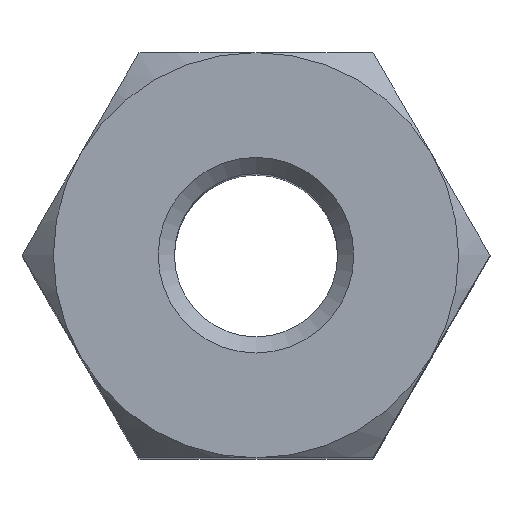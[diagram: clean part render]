
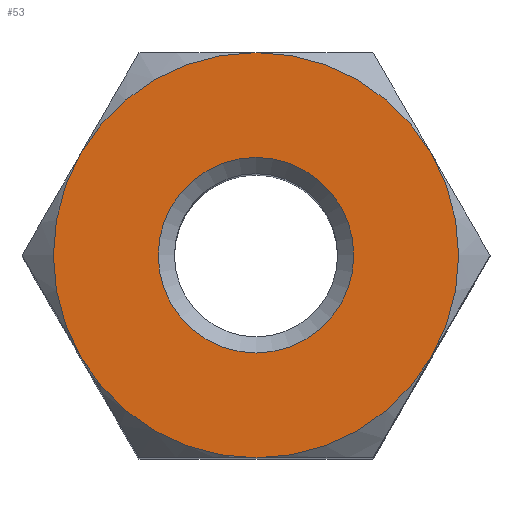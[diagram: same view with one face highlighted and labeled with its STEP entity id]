
A CAD part, top view. The second image highlights one B-rep face of the part: STEP entity #53.
In plain terms, the highlighted planar face has unit normal (0, 0, 1).
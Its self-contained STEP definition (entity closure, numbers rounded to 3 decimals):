
#53 = ADVANCED_FACE( '', ( #119, #120 ), #121, .T. );
#119 = FACE_BOUND( '', #200, .T. );
#120 = FACE_OUTER_BOUND( '', #201, .T. );
#121 = PLANE( '', #202 );
#200 = EDGE_LOOP( '', ( #290 ) );
#201 = EDGE_LOOP( '', ( #291, #292, #293, #294, #295, #296 ) );
#202 = AXIS2_PLACEMENT_3D( '', #297, #298, #299 );
#290 = ORIENTED_EDGE( '', *, *, #465, .T. );
#291 = ORIENTED_EDGE( '', *, *, #466, .F. );
#292 = ORIENTED_EDGE( '', *, *, #467, .F. );
#293 = ORIENTED_EDGE( '', *, *, #468, .F. );
#294 = ORIENTED_EDGE( '', *, *, #469, .T. );
#295 = ORIENTED_EDGE( '', *, *, #470, .F. );
#296 = ORIENTED_EDGE( '', *, *, #471, .F. );
#297 = CARTESIAN_POINT( '', ( 0., 0., 5.5 ) );
#298 = DIRECTION( '', ( 0., 0., 1. ) );
#299 = DIRECTION( '', ( 1., 0., 0. ) );
#465 = EDGE_CURVE( '', #546, #546, #547, .T. );
#466 = EDGE_CURVE( '', #548, #524, #549, .F. );
#467 = EDGE_CURVE( '', #550, #548, #551, .F. );
#468 = EDGE_CURVE( '', #552, #550, #553, .F. );
#469 = EDGE_CURVE( '', #552, #554, #555, .T. );
#470 = EDGE_CURVE( '', #556, #554, #557, .F. );
#471 = EDGE_CURVE( '', #524, #556, #558, .F. );
#524 = VERTEX_POINT( '', #627 );
#546 = VERTEX_POINT( '', #693 );
#547 = CIRCLE( '', #694, 1.207 );
#548 = VERTEX_POINT( '', #695 );
#549 = CIRCLE( '', #696, 2.5 );
#550 = VERTEX_POINT( '', #697 );
#551 = CIRCLE( '', #698, 2.5 );
#552 = VERTEX_POINT( '', #699 );
#553 = CIRCLE( '', #700, 2.5 );
#554 = VERTEX_POINT( '', #701 );
#555 = CIRCLE( '', #702, 2.5 );
#556 = VERTEX_POINT( '', #703 );
#557 = CIRCLE( '', #704, 2.5 );
#558 = CIRCLE( '', #705, 2.5 );
#627 = CARTESIAN_POINT( '', ( 0., -2.5, 5.5 ) );
#693 = CARTESIAN_POINT( '', ( 0., 1.207, 5.5 ) );
#694 = AXIS2_PLACEMENT_3D( '', #870, #871, #872 );
#695 = CARTESIAN_POINT( '', ( 2.165, -1.25, 5.5 ) );
#696 = AXIS2_PLACEMENT_3D( '', #873, #874, #875 );
#697 = CARTESIAN_POINT( '', ( 2.165, 1.25, 5.5 ) );
#698 = AXIS2_PLACEMENT_3D( '', #876, #877, #878 );
#699 = CARTESIAN_POINT( '', ( 0., 2.5, 5.5 ) );
#700 = AXIS2_PLACEMENT_3D( '', #879, #880, #881 );
#701 = CARTESIAN_POINT( '', ( -2.165, 1.25, 5.5 ) );
#702 = AXIS2_PLACEMENT_3D( '', #882, #883, #884 );
#703 = CARTESIAN_POINT( '', ( -2.165, -1.25, 5.5 ) );
#704 = AXIS2_PLACEMENT_3D( '', #885, #886, #887 );
#705 = AXIS2_PLACEMENT_3D( '', #888, #889, #890 );
#870 = CARTESIAN_POINT( '', ( 0., 0., 5.5 ) );
#871 = DIRECTION( '', ( 0., 0., -1. ) );
#872 = DIRECTION( '', ( 0., 1., 0. ) );
#873 = CARTESIAN_POINT( '', ( 0., 0., 5.5 ) );
#874 = DIRECTION( '', ( 0., 0., 1. ) );
#875 = DIRECTION( '', ( 1., 0., 0. ) );
#876 = CARTESIAN_POINT( '', ( 0., 0., 5.5 ) );
#877 = DIRECTION( '', ( 0., 0., 1. ) );
#878 = DIRECTION( '', ( 1., 0., 0. ) );
#879 = CARTESIAN_POINT( '', ( 0., 0., 5.5 ) );
#880 = DIRECTION( '', ( 0., 0., 1. ) );
#881 = DIRECTION( '', ( 1., 0., 0. ) );
#882 = CARTESIAN_POINT( '', ( 0., 0., 5.5 ) );
#883 = DIRECTION( '', ( 0., 0., 1. ) );
#884 = DIRECTION( '', ( 1., 0., 0. ) );
#885 = CARTESIAN_POINT( '', ( 0., 0., 5.5 ) );
#886 = DIRECTION( '', ( 0., 0., 1. ) );
#887 = DIRECTION( '', ( 1., 0., 0. ) );
#888 = CARTESIAN_POINT( '', ( 0., 0., 5.5 ) );
#889 = DIRECTION( '', ( 0., 0., 1. ) );
#890 = DIRECTION( '', ( 1., 0., 0. ) );
